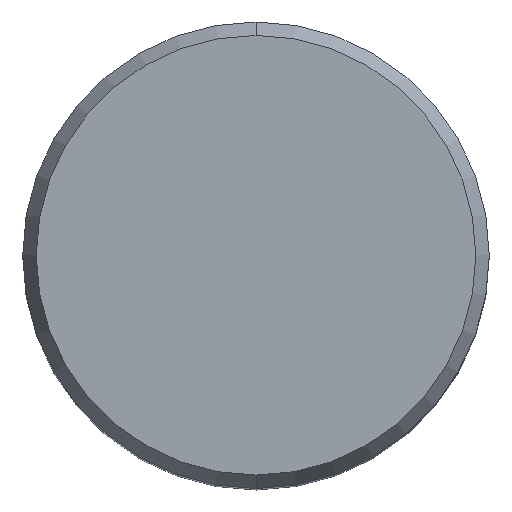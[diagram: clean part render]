
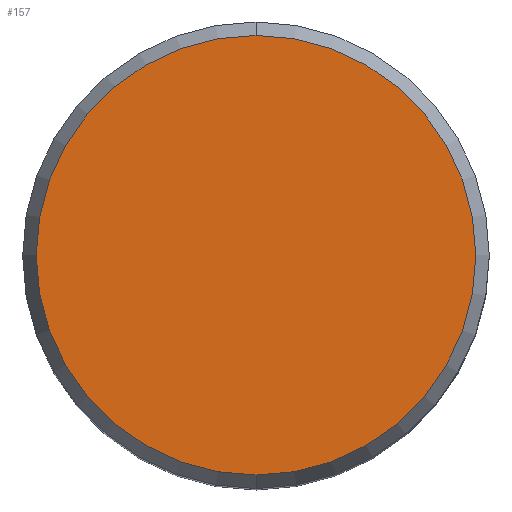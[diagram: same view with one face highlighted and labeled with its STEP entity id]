
A CAD part, top view. The second image highlights one B-rep face of the part: STEP entity #157.
In plain terms, the highlighted planar face has unit normal (0, 0, 1).
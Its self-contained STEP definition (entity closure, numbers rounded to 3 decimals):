
#107=VERTEX_POINT('',#259);
#157=ADVANCED_FACE('',(#316),#317,.T.);
#165=VERTEX_POINT('',#325);
#187=EDGE_CURVE('',#165,#107,#352,.T.);
#207=EDGE_CURVE('',#107,#165,#374,.T.);
#259=CARTESIAN_POINT('',(0.,-14.958,0.0));
#316=FACE_OUTER_BOUND('',#497,.T.);
#317=PLANE('',#498);
#325=CARTESIAN_POINT('',(0.0,14.958,0.0));
#352=CIRCLE('',#543,14.958);
#374=CIRCLE('',#569,14.958);
#497=EDGE_LOOP('',(#693,#694));
#498=AXIS2_PLACEMENT_3D('',#695,#696,#697);
#543=AXIS2_PLACEMENT_3D('',#745,#746,#747);
#569=AXIS2_PLACEMENT_3D('',#771,#772,#773);
#693=ORIENTED_EDGE('',*,*,#187,.F.);
#694=ORIENTED_EDGE('',*,*,#207,.F.);
#695=CARTESIAN_POINT('',(0.0,7.479,0.0));
#696=DIRECTION('',(-0.0,0.0,1.0));
#697=DIRECTION('',(0.0,-1.0,0.0));
#745=CARTESIAN_POINT('',(0.0,0.0,0.0));
#746=DIRECTION('',(0.0,0.0,-1.0));
#747=DIRECTION('',(0.0,1.0,0.0));
#771=CARTESIAN_POINT('',(0.0,0.0,0.0));
#772=DIRECTION('',(0.0,0.0,-1.0));
#773=DIRECTION('',(0.0,1.0,0.0));
